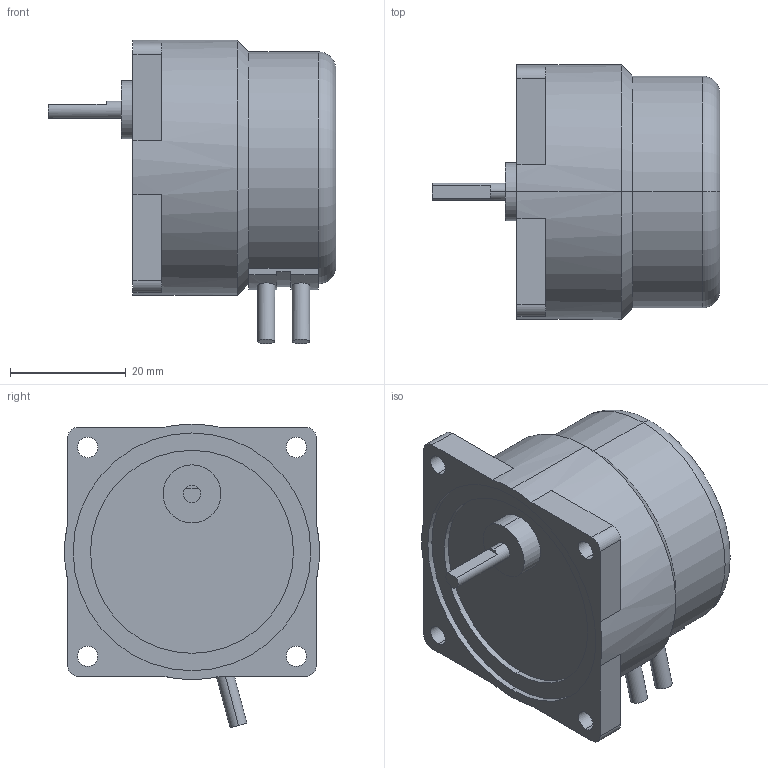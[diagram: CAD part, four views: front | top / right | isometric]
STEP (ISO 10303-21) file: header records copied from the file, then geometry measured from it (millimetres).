
FILE_DESCRIPTION(('starvars output'),'2;1');
FILE_NAME('sr1g.stp','13:22:30 2014/09/11',( 'Thomas Industrial Network Germany GmbH'),( 'Thomas Industrial Network Germany GmbH'),'unknown preprocess','ACIS' ,'unknown authorization');
FILE_SCHEMA(('AUTOMOTIVE_DESIGN_CC2 {UNKNOWN IMPLEMENTATION LEVEL}'));
Length unit declared in the file: millimetre
Products named in the file (1): PRODUCT_ID_2
Bounding box: 49.6 x 44 x 52.33 mm (x, y, z)
Volume: 48733 mm3; surface area: 9084.4 mm2
Topology: 1 solids, 1 shells, 66 faces, 168 edges, 110 vertices
Faces by surface type: cylinder 34, plane 28, torus 2, cone 2
Entity records: 2369 total; most frequent: CARTESIAN_POINT 344, ORIENTED_EDGE 336, DIRECTION 244, EDGE_CURVE 168, VERTEX_POINT 110, AXIS2_PLACEMENT_3D 86, EDGE_LOOP 80, FACE_BOUND 80
